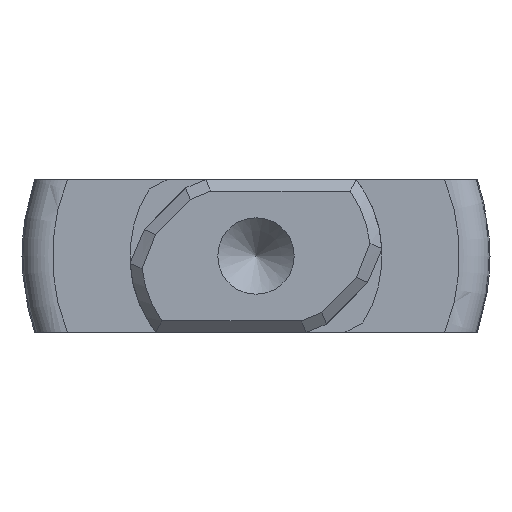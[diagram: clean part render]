
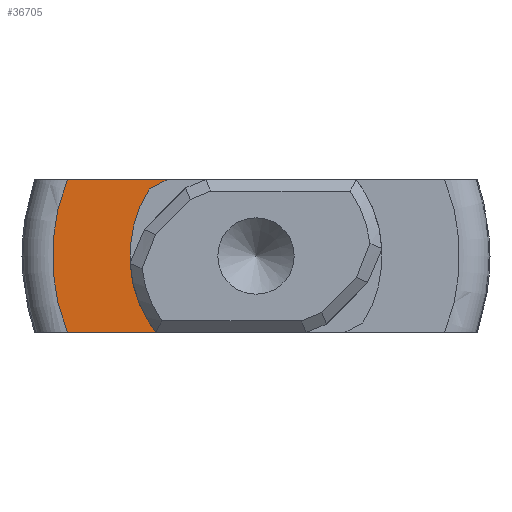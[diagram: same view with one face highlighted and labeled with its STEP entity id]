
A CAD part, left-side view. The second image highlights one B-rep face of the part: STEP entity #36705.
In plain terms, the highlighted planar face has unit normal (-1, 0, 0).
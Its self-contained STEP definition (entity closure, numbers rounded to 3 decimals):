
#722 = PLANE('',#723);
#723 = AXIS2_PLACEMENT_3D('',#724,#725,#726);
#724 = CARTESIAN_POINT('',(-6.25,-6.25,2.));
#725 = DIRECTION('',(0.,0.,1.));
#726 = DIRECTION('',(0.,1.,0.));
#15396 = VERTEX_POINT('',#15397);
#15397 = CARTESIAN_POINT('',(0.,4.94,2.));
#15431 = TOROIDAL_SURFACE('',#15432,5.329,0.8);
#15432 = AXIS2_PLACEMENT_3D('',#15433,#15434,#15435);
#15433 = CARTESIAN_POINT('',(0.8,0.,0.));
#15434 = DIRECTION('',(1.,0.,0.));
#15435 = DIRECTION('',(0.,0.,-1.));
#15465 = EDGE_CURVE('',#15396,#15466,#15468,.T.);
#15466 = VERTEX_POINT('',#15467);
#15467 = CARTESIAN_POINT('',(0.,2.327,2.));
#15468 = SURFACE_CURVE('',#15469,(#15473,#15480),.PCURVE_S1.);
#15469 = LINE('',#15470,#15471);
#15470 = CARTESIAN_POINT('',(0.,5.79,2.));
#15471 = VECTOR('',#15472,1.);
#15472 = DIRECTION('',(0.,-1.,0.));
#15473 = PCURVE('',#722,#15474);
#15474 = DEFINITIONAL_REPRESENTATION('',(#15475),#15479);
#15475 = LINE('',#15476,#15477);
#15476 = CARTESIAN_POINT('',(12.04,-6.25));
#15477 = VECTOR('',#15478,1.);
#15478 = DIRECTION('',(-1.,-0.));
#15479 = ( GEOMETRIC_REPRESENTATION_CONTEXT(2) 
PARAMETRIC_REPRESENTATION_CONTEXT() REPRESENTATION_CONTEXT('2D SPACE',''
  ) );
#15480 = PCURVE('',#15481,#15486);
#15481 = PLANE('',#15482);
#15482 = AXIS2_PLACEMENT_3D('',#15483,#15484,#15485);
#15483 = CARTESIAN_POINT('',(0.,5.329,
    0.));
#15484 = DIRECTION('',(-1.,0.,0.));
#15485 = DIRECTION('',(0.,0.,1.));
#15486 = DEFINITIONAL_REPRESENTATION('',(#15487),#15491);
#15487 = LINE('',#15488,#15489);
#15488 = CARTESIAN_POINT('',(2.,0.46));
#15489 = VECTOR('',#15490,1.);
#15490 = DIRECTION('',(0.,-1.));
#15491 = ( GEOMETRIC_REPRESENTATION_CONTEXT(2) 
PARAMETRIC_REPRESENTATION_CONTEXT() REPRESENTATION_CONTEXT('2D SPACE',''
  ) );
#15509 = PLANE('',#15510);
#15510 = AXIS2_PLACEMENT_3D('',#15511,#15512,#15513);
#15511 = CARTESIAN_POINT('',(-49.25,2.561,1.878));
#15512 = DIRECTION('',(0.,0.464,0.886)
  );
#15513 = DIRECTION('',(1.,0.,0.));
#32883 = PLANE('',#32884);
#32884 = AXIS2_PLACEMENT_3D('',#32885,#32886,#32887);
#32885 = CARTESIAN_POINT('',(-6.25,6.25,-2.));
#32886 = DIRECTION('',(0.,0.,-1.));
#32887 = DIRECTION('',(0.,-1.,0.));
#34980 = PLANE('',#34981);
#34981 = AXIS2_PLACEMENT_3D('',#34982,#34983,#34984);
#34982 = CARTESIAN_POINT('',(-49.25,2.561,-1.878));
#34983 = DIRECTION('',(0.,0.464,-0.886
    ));
#34984 = DIRECTION('',(-1.,0.,0.));
#35000 = VERTEX_POINT('',#35001);
#35001 = CARTESIAN_POINT('',(0.,2.795,
    -1.755));
#35015 = CYLINDRICAL_SURFACE('',#35016,3.3);
#35016 = AXIS2_PLACEMENT_3D('',#35017,#35018,#35019);
#35017 = CARTESIAN_POINT('',(-49.25,0.,
    0.));
#35018 = DIRECTION('',(1.,0.,0.));
#35019 = DIRECTION('',(0.,1.,0.));
#35027 = EDGE_CURVE('',#35028,#35000,#35030,.T.);
#35028 = VERTEX_POINT('',#35029);
#35029 = CARTESIAN_POINT('',(0.,2.327,-2.));
#35030 = SURFACE_CURVE('',#35031,(#35035,#35042),.PCURVE_S1.);
#35031 = LINE('',#35032,#35033);
#35032 = CARTESIAN_POINT('',(0.,4.033,
    -1.107));
#35033 = VECTOR('',#35034,1.);
#35034 = DIRECTION('',(0.,0.886,0.464)
  );
#35035 = PCURVE('',#34980,#35036);
#35036 = DEFINITIONAL_REPRESENTATION('',(#35037),#35041);
#35037 = LINE('',#35038,#35039);
#35038 = CARTESIAN_POINT('',(-49.25,1.662));
#35039 = VECTOR('',#35040,1.);
#35040 = DIRECTION('',(0.,1.));
#35041 = ( GEOMETRIC_REPRESENTATION_CONTEXT(2) 
PARAMETRIC_REPRESENTATION_CONTEXT() REPRESENTATION_CONTEXT('2D SPACE',''
  ) );
#35042 = PCURVE('',#15481,#35043);
#35043 = DEFINITIONAL_REPRESENTATION('',(#35044),#35048);
#35044 = LINE('',#35045,#35046);
#35045 = CARTESIAN_POINT('',(-1.107,-1.296));
#35046 = VECTOR('',#35047,1.);
#35047 = DIRECTION('',(0.464,0.886));
#35048 = ( GEOMETRIC_REPRESENTATION_CONTEXT(2) 
PARAMETRIC_REPRESENTATION_CONTEXT() REPRESENTATION_CONTEXT('2D SPACE',''
  ) );
#35536 = EDGE_CURVE('',#35028,#35537,#35539,.T.);
#35537 = VERTEX_POINT('',#35538);
#35538 = CARTESIAN_POINT('',(0.,4.94,-2.));
#35539 = SURFACE_CURVE('',#35540,(#35544,#35551),.PCURVE_S1.);
#35540 = LINE('',#35541,#35542);
#35541 = CARTESIAN_POINT('',(0.,-0.46,-2.));
#35542 = VECTOR('',#35543,1.);
#35543 = DIRECTION('',(0.,1.,0.));
#35544 = PCURVE('',#32883,#35545);
#35545 = DEFINITIONAL_REPRESENTATION('',(#35546),#35550);
#35546 = LINE('',#35547,#35548);
#35547 = CARTESIAN_POINT('',(6.71,-6.25));
#35548 = VECTOR('',#35549,1.);
#35549 = DIRECTION('',(-1.,-0.));
#35550 = ( GEOMETRIC_REPRESENTATION_CONTEXT(2) 
PARAMETRIC_REPRESENTATION_CONTEXT() REPRESENTATION_CONTEXT('2D SPACE',''
  ) );
#35551 = PCURVE('',#15481,#35552);
#35552 = DEFINITIONAL_REPRESENTATION('',(#35553),#35557);
#35553 = LINE('',#35554,#35555);
#35554 = CARTESIAN_POINT('',(-2.,-5.79));
#35555 = VECTOR('',#35556,1.);
#35556 = DIRECTION('',(0.,1.));
#35557 = ( GEOMETRIC_REPRESENTATION_CONTEXT(2) 
PARAMETRIC_REPRESENTATION_CONTEXT() REPRESENTATION_CONTEXT('2D SPACE',''
  ) );
#36180 = EDGE_CURVE('',#36181,#15466,#36183,.T.);
#36181 = VERTEX_POINT('',#36182);
#36182 = CARTESIAN_POINT('',(0.,2.795,
    1.755));
#36183 = SURFACE_CURVE('',#36184,(#36188,#36195),.PCURVE_S1.);
#36184 = LINE('',#36185,#36186);
#36185 = CARTESIAN_POINT('',(0.,4.033,
    1.107));
#36186 = VECTOR('',#36187,1.);
#36187 = DIRECTION('',(0.,-0.886,0.464
    ));
#36188 = PCURVE('',#15509,#36189);
#36189 = DEFINITIONAL_REPRESENTATION('',(#36190),#36194);
#36190 = LINE('',#36191,#36192);
#36191 = CARTESIAN_POINT('',(49.25,1.662));
#36192 = VECTOR('',#36193,1.);
#36193 = DIRECTION('',(0.,-1.));
#36194 = ( GEOMETRIC_REPRESENTATION_CONTEXT(2) 
PARAMETRIC_REPRESENTATION_CONTEXT() REPRESENTATION_CONTEXT('2D SPACE',''
  ) );
#36195 = PCURVE('',#15481,#36196);
#36196 = DEFINITIONAL_REPRESENTATION('',(#36197),#36201);
#36197 = LINE('',#36198,#36199);
#36198 = CARTESIAN_POINT('',(1.107,-1.296));
#36199 = VECTOR('',#36200,1.);
#36200 = DIRECTION('',(0.464,-0.886));
#36201 = ( GEOMETRIC_REPRESENTATION_CONTEXT(2) 
PARAMETRIC_REPRESENTATION_CONTEXT() REPRESENTATION_CONTEXT('2D SPACE',''
  ) );
#36230 = EDGE_CURVE('',#35000,#36181,#36231,.T.);
#36231 = SURFACE_CURVE('',#36232,(#36237,#36244),.PCURVE_S1.);
#36232 = CIRCLE('',#36233,3.3);
#36233 = AXIS2_PLACEMENT_3D('',#36234,#36235,#36236);
#36234 = CARTESIAN_POINT('',(0.,0.,
    0.));
#36235 = DIRECTION('',(1.,0.,0.));
#36236 = DIRECTION('',(0.,0.,1.));
#36237 = PCURVE('',#35015,#36238);
#36238 = DEFINITIONAL_REPRESENTATION('',(#36239),#36243);
#36239 = LINE('',#36240,#36241);
#36240 = CARTESIAN_POINT('',(1.571,49.25));
#36241 = VECTOR('',#36242,1.);
#36242 = DIRECTION('',(1.,0.));
#36243 = ( GEOMETRIC_REPRESENTATION_CONTEXT(2) 
PARAMETRIC_REPRESENTATION_CONTEXT() REPRESENTATION_CONTEXT('2D SPACE',''
  ) );
#36244 = PCURVE('',#15481,#36245);
#36245 = DEFINITIONAL_REPRESENTATION('',(#36246),#36254);
#36246 = ( BOUNDED_CURVE() B_SPLINE_CURVE(2,(#36247,#36248,#36249,#36250
    ,#36251,#36252,#36253),.UNSPECIFIED.,.T.,.F.) 
B_SPLINE_CURVE_WITH_KNOTS((1,2,2,2,2,1),(-2.094,0.,
    2.094,4.189,6.283,8.378),
.UNSPECIFIED.) CURVE() GEOMETRIC_REPRESENTATION_ITEM() 
RATIONAL_B_SPLINE_CURVE((1.,0.5,1.,0.5,1.,0.5,1.)) REPRESENTATION_ITEM(
  '') );
#36247 = CARTESIAN_POINT('',(3.3,-5.329));
#36248 = CARTESIAN_POINT('',(3.3,-11.045));
#36249 = CARTESIAN_POINT('',(-1.65,-8.187));
#36250 = CARTESIAN_POINT('',(-6.6,-5.329));
#36251 = CARTESIAN_POINT('',(-1.65,-2.471));
#36252 = CARTESIAN_POINT('',(3.3,0.387));
#36253 = CARTESIAN_POINT('',(3.3,-5.329));
#36254 = ( GEOMETRIC_REPRESENTATION_CONTEXT(2) 
PARAMETRIC_REPRESENTATION_CONTEXT() REPRESENTATION_CONTEXT('2D SPACE',''
  ) );
#36705 = ADVANCED_FACE('',(#36706),#15481,.T.);
#36706 = FACE_BOUND('',#36707,.T.);
#36707 = EDGE_LOOP('',(#36708,#36709,#36710,#36711,#36737,#36738));
#36708 = ORIENTED_EDGE('',*,*,#36230,.T.);
#36709 = ORIENTED_EDGE('',*,*,#36180,.T.);
#36710 = ORIENTED_EDGE('',*,*,#15465,.F.);
#36711 = ORIENTED_EDGE('',*,*,#36712,.F.);
#36712 = EDGE_CURVE('',#35537,#15396,#36713,.T.);
#36713 = SURFACE_CURVE('',#36714,(#36719,#36730),.PCURVE_S1.);
#36714 = CIRCLE('',#36715,5.329);
#36715 = AXIS2_PLACEMENT_3D('',#36716,#36717,#36718);
#36716 = CARTESIAN_POINT('',(0.,0.,0.)
  );
#36717 = DIRECTION('',(1.,0.,0.));
#36718 = DIRECTION('',(0.,0.,1.));
#36719 = PCURVE('',#15481,#36720);
#36720 = DEFINITIONAL_REPRESENTATION('',(#36721),#36729);
#36721 = ( BOUNDED_CURVE() B_SPLINE_CURVE(2,(#36722,#36723,#36724,#36725
    ,#36726,#36727,#36728),.UNSPECIFIED.,.T.,.F.) 
B_SPLINE_CURVE_WITH_KNOTS((1,2,2,2,2,1),(-2.094,0.,
    2.094,4.189,6.283,8.378),
.UNSPECIFIED.) CURVE() GEOMETRIC_REPRESENTATION_ITEM() 
RATIONAL_B_SPLINE_CURVE((1.,0.5,1.,0.5,1.,0.5,1.)) REPRESENTATION_ITEM(
  '') );
#36722 = CARTESIAN_POINT('',(5.329,-5.329));
#36723 = CARTESIAN_POINT('',(5.329,-14.56));
#36724 = CARTESIAN_POINT('',(-2.665,-9.945));
#36725 = CARTESIAN_POINT('',(-10.659,-5.329));
#36726 = CARTESIAN_POINT('',(-2.665,-0.714));
#36727 = CARTESIAN_POINT('',(5.329,3.901));
#36728 = CARTESIAN_POINT('',(5.329,-5.329));
#36729 = ( GEOMETRIC_REPRESENTATION_CONTEXT(2) 
PARAMETRIC_REPRESENTATION_CONTEXT() REPRESENTATION_CONTEXT('2D SPACE',''
  ) );
#36730 = PCURVE('',#15431,#36731);
#36731 = DEFINITIONAL_REPRESENTATION('',(#36732),#36736);
#36732 = LINE('',#36733,#36734);
#36733 = CARTESIAN_POINT('',(-3.142,4.712));
#36734 = VECTOR('',#36735,1.);
#36735 = DIRECTION('',(1.,0.));
#36736 = ( GEOMETRIC_REPRESENTATION_CONTEXT(2) 
PARAMETRIC_REPRESENTATION_CONTEXT() REPRESENTATION_CONTEXT('2D SPACE',''
  ) );
#36737 = ORIENTED_EDGE('',*,*,#35536,.F.);
#36738 = ORIENTED_EDGE('',*,*,#35027,.T.);
